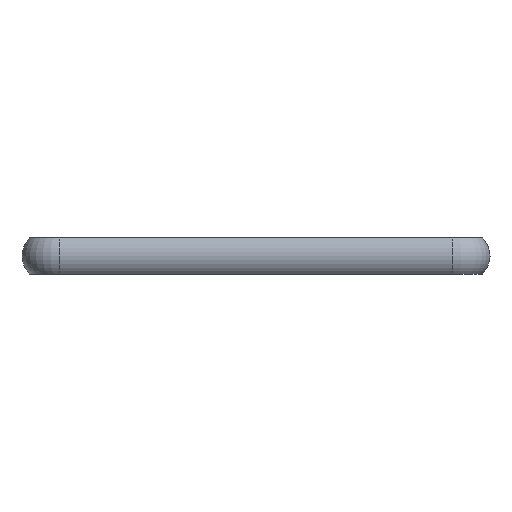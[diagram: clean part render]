
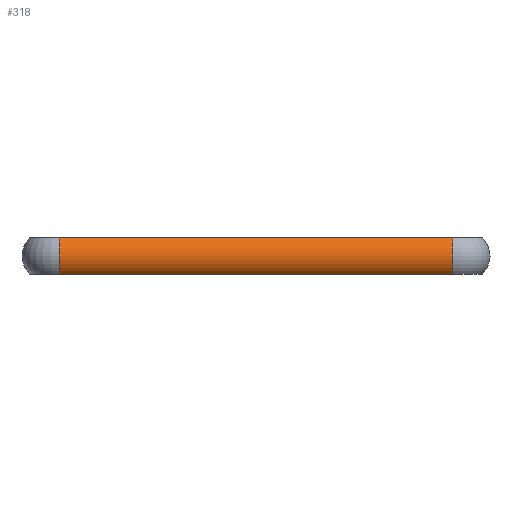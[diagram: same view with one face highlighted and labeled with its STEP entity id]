
A CAD part, left-side view. The second image highlights one B-rep face of the part: STEP entity #318.
In plain terms, the highlighted cylindrical face has radius 3.121 mm (diameter 6.243 mm), a partial arc.
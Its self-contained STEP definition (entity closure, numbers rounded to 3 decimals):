
#318=ADVANCED_FACE('',(#8413),#8415,.T.);
#8413=FACE_BOUND('',#8414,.T.);
#8414=EDGE_LOOP('',(#16057,#16058,#16059,#16060));
#8415=CYLINDRICAL_SURFACE('',#8416,3.121);
#8416=AXIS2_PLACEMENT_3D('',#8417,#8418,#8419);
#8417=CARTESIAN_POINT('',(-47.107,32.308,-0.3));
#8418=DIRECTION('',(0.,-1.,0.));
#8419=DIRECTION('',(-0.676,0.,0.737));
#16057=ORIENTED_EDGE('',*,*,#21028,.T.);
#16058=ORIENTED_EDGE('',*,*,#21029,.T.);
#16059=ORIENTED_EDGE('',*,*,#20228,.T.);
#16060=ORIENTED_EDGE('',*,*,#21027,.F.);
#20228=EDGE_CURVE('',#22758,#22756,#22759,.T.);
#21027=EDGE_CURVE('',#24332,#22756,#24334,.T.);
#21028=EDGE_CURVE('',#24332,#24335,#24336,.F.);
#21029=EDGE_CURVE('',#24335,#22758,#24337,.T.);
#22756=VERTEX_POINT('',#26986);
#22758=VERTEX_POINT('',#26991);
#22759=LINE('',#26992,#26993);
#24332=VERTEX_POINT('',#30745);
#24334=CIRCLE('',#30750,3.121);
#24335=VERTEX_POINT('',#30754);
#24336=LINE('',#30755,#30756);
#24337=CIRCLE('',#30758,3.121);
#26986=CARTESIAN_POINT('',(-49.217,-17.842,-2.6));
#26991=CARTESIAN_POINT('',(-49.217,32.308,-2.6));
#26992=CARTESIAN_POINT('',(-49.217,32.308,-2.6));
#26993=VECTOR('',#26994,1.);
#26994=DIRECTION('',(0.,-1.,0.));
#30745=CARTESIAN_POINT('',(-49.217,-17.842,2.));
#30750=AXIS2_PLACEMENT_3D('',#30751,#30752,#30753);
#30751=CARTESIAN_POINT('',(-47.107,-17.842,-0.3));
#30752=DIRECTION('',(0.,-1.,0.));
#30753=DIRECTION('',(-0.676,0.,0.737));
#30754=CARTESIAN_POINT('',(-49.217,32.308,2.));
#30755=CARTESIAN_POINT('',(-49.217,32.308,2.));
#30756=VECTOR('',#30757,1.);
#30757=DIRECTION('',(0.,-1.,0.));
#30758=AXIS2_PLACEMENT_3D('',#30759,#30760,#30761);
#30759=CARTESIAN_POINT('',(-47.107,32.308,-0.3));
#30760=DIRECTION('',(0.,-1.,0.));
#30761=DIRECTION('',(-0.676,0.,0.737));
